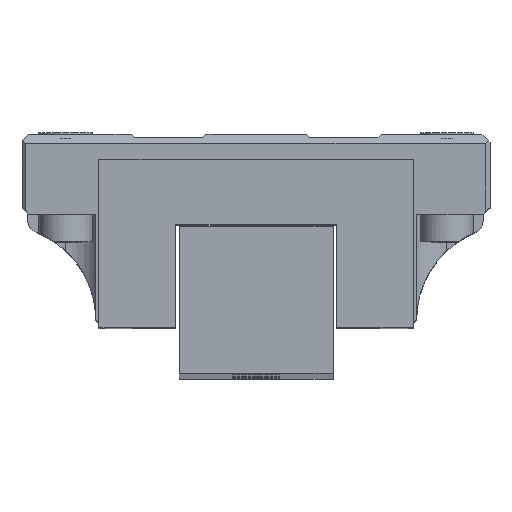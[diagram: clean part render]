
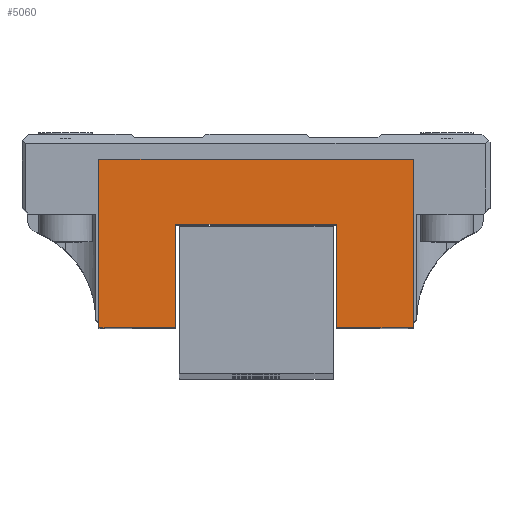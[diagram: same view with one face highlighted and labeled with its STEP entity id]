
A CAD part, top view. The second image highlights one B-rep face of the part: STEP entity #5060.
In plain terms, the highlighted planar face has unit normal (0, 0, 1).
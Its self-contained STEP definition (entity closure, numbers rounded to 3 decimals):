
#2808=DIRECTION('',(0.,-1.,0.));
#2809=VECTOR('',#2808,25.2);
#2810=CARTESIAN_POINT('',(-23.5,14.2,44.));
#2811=LINE('',#2810,#2809);
#2812=DIRECTION('',(-1.,0.,0.));
#2813=VECTOR('',#2812,47.);
#2814=CARTESIAN_POINT('',(23.5,14.2,44.));
#2815=LINE('',#2814,#2813);
#2816=DIRECTION('',(0.,1.,0.));
#2817=VECTOR('',#2816,25.2);
#2818=CARTESIAN_POINT('',(23.5,-11.,44.));
#2819=LINE('',#2818,#2817);
#2820=DIRECTION('',(1.,0.,0.));
#2821=VECTOR('',#2820,11.5);
#2822=CARTESIAN_POINT('',(12.,-11.,44.));
#2823=LINE('',#2822,#2821);
#2824=DIRECTION('',(0.,-1.,0.));
#2825=VECTOR('',#2824,15.5);
#2826=CARTESIAN_POINT('',(12.,4.5,44.));
#2827=LINE('',#2826,#2825);
#2828=DIRECTION('',(1.,0.,0.));
#2829=VECTOR('',#2828,24.);
#2830=CARTESIAN_POINT('',(-12.,4.5,44.));
#2831=LINE('',#2830,#2829);
#2832=DIRECTION('',(0.,1.,0.));
#2833=VECTOR('',#2832,15.5);
#2834=CARTESIAN_POINT('',(-12.,-11.,44.));
#2835=LINE('',#2834,#2833);
#2836=DIRECTION('',(1.,0.,0.));
#2837=VECTOR('',#2836,11.5);
#2838=CARTESIAN_POINT('',(-23.5,-11.,44.));
#2839=LINE('',#2838,#2837);
#3157=CARTESIAN_POINT('',(-23.5,14.2,44.));
#3158=CARTESIAN_POINT('',(-23.5,-11.,44.));
#3159=VERTEX_POINT('',#3157);
#3160=VERTEX_POINT('',#3158);
#3161=CARTESIAN_POINT('',(-12.,-11.,44.));
#3162=VERTEX_POINT('',#3161);
#3163=CARTESIAN_POINT('',(-12.,4.5,44.));
#3164=VERTEX_POINT('',#3163);
#3165=CARTESIAN_POINT('',(12.,4.5,44.));
#3166=CARTESIAN_POINT('',(12.,-11.,44.));
#3167=VERTEX_POINT('',#3165);
#3168=VERTEX_POINT('',#3166);
#3169=CARTESIAN_POINT('',(23.5,-11.,44.));
#3170=VERTEX_POINT('',#3169);
#3171=CARTESIAN_POINT('',(23.5,14.2,44.));
#3172=VERTEX_POINT('',#3171);
#5044=CARTESIAN_POINT('',(0.,0.,44.));
#5045=DIRECTION('',(0.,0.,1.));
#5046=DIRECTION('',(1.,0.,0.));
#5047=AXIS2_PLACEMENT_3D('',#5044,#5045,#5046);
#5048=PLANE('',#5047);
#5049=ORIENTED_EDGE('',*,*,#3593,.F.);
#5050=ORIENTED_EDGE('',*,*,#3610,.F.);
#5051=ORIENTED_EDGE('',*,*,#3626,.F.);
#5052=ORIENTED_EDGE('',*,*,#4183,.F.);
#5053=ORIENTED_EDGE('',*,*,#4111,.F.);
#5055=ORIENTED_EDGE('',*,*,#5054,.F.);
#5056=ORIENTED_EDGE('',*,*,#3985,.F.);
#5057=ORIENTED_EDGE('',*,*,#3921,.F.);
#5058=EDGE_LOOP('',(#5049,#5050,#5051,#5052,#5053,#5055,#5056,#5057));
#5059=FACE_OUTER_BOUND('',#5058,.F.);
#5060=ADVANCED_FACE('',(#5059),#5048,.T.);
#3593=EDGE_CURVE('',#3159,#3160,#2811,.T.);
#3610=EDGE_CURVE('',#3172,#3159,#2815,.T.);
#3626=EDGE_CURVE('',#3170,#3172,#2819,.T.);
#3921=EDGE_CURVE('',#3160,#3162,#2839,.T.);
#3985=EDGE_CURVE('',#3162,#3164,#2835,.T.);
#4111=EDGE_CURVE('',#3167,#3168,#2827,.T.);
#4183=EDGE_CURVE('',#3168,#3170,#2823,.T.);
#5054=EDGE_CURVE('',#3164,#3167,#2831,.T.);
